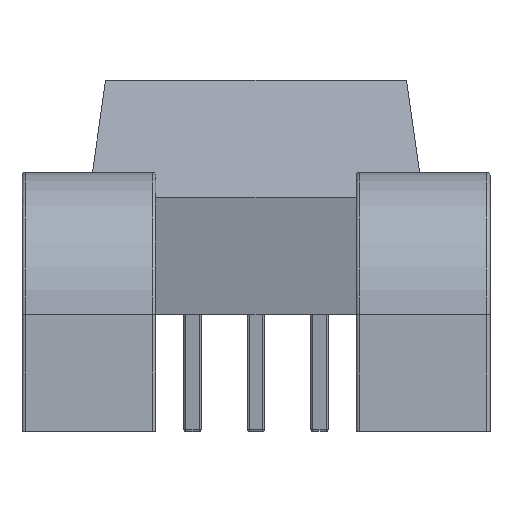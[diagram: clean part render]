
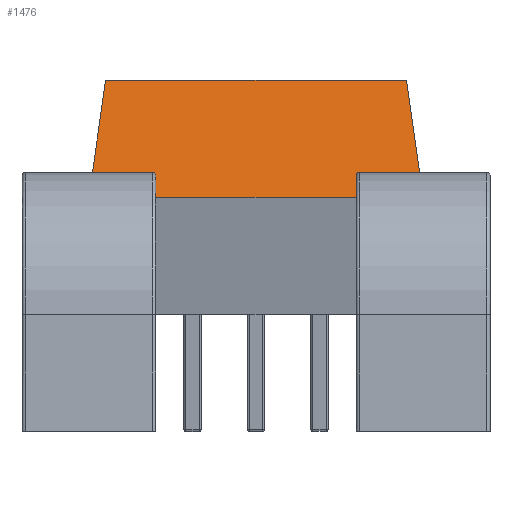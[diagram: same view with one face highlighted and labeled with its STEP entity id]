
A CAD part, front view. The second image highlights one B-rep face of the part: STEP entity #1476.
In plain terms, the highlighted face is planar.
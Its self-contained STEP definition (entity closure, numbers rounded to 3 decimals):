
#768 = EDGE_LOOP ( 'NONE', ( #6606, #5124, #6766, #2421 ) ) ;
#1231 = CARTESIAN_POINT ( 'NONE',  ( 10.276, 13.441, 1.569 ) ) ;
#1292 = AXIS2_PLACEMENT_3D ( 'NONE', #1598, #3074, #9063 ) ;
#1379 = VERTEX_POINT ( 'NONE', #9597 ) ;
#1476 = ADVANCED_FACE ( 'NONE', ( #2030 ), #7539, .F. ) ;
#1598 = CARTESIAN_POINT ( 'NONE',  ( -3., 13.115, 2.998 ) ) ;
#1746 = VECTOR ( 'NONE', #7344, 1000. ) ;
#2030 = FACE_OUTER_BOUND ( 'NONE', #768, .T. ) ;
#2380 = EDGE_CURVE ( 'NONE', #1379, #8409, #6478, .T. ) ;
#2421 = ORIENTED_EDGE ( 'NONE', *, *, #3453, .F. ) ;
#3036 = LINE ( 'NONE', #7630, #8470 ) ;
#3074 = DIRECTION ( 'NONE',  ( 0., -0.975, -0.223 ) ) ;
#3453 = EDGE_CURVE ( 'NONE', #4863, #1379, #3036, .T. ) ;
#3457 = CARTESIAN_POINT ( 'NONE',  ( 9.5, 12.2, 7. ) ) ;
#3643 = EDGE_CURVE ( 'NONE', #5167, #8409, #7753, .T. ) ;
#3666 = VECTOR ( 'NONE', #8364, 1000. ) ;
#4515 = VECTOR ( 'NONE', #7345, 1000. ) ;
#4569 = CARTESIAN_POINT ( 'NONE',  ( 0.5, 12.2, 7. ) ) ;
#4863 = VERTEX_POINT ( 'NONE', #4569 ) ;
#5124 = ORIENTED_EDGE ( 'NONE', *, *, #3643, .T. ) ;
#5167 = VERTEX_POINT ( 'NONE', #3457 ) ;
#5383 = DIRECTION ( 'NONE',  ( -0.138, 0.221, -0.966 ) ) ;
#6478 = LINE ( 'NONE', #8326, #3666 ) ;
#6550 = EDGE_CURVE ( 'NONE', #4863, #5167, #6628, .T. ) ;
#6606 = ORIENTED_EDGE ( 'NONE', *, *, #6550, .T. ) ;
#6628 = LINE ( 'NONE', #8213, #4515 ) ;
#6766 = ORIENTED_EDGE ( 'NONE', *, *, #2380, .F. ) ;
#7344 = DIRECTION ( 'NONE',  ( 0.138, 0.221, -0.966 ) ) ;
#7345 = DIRECTION ( 'NONE',  ( 1., 0., 0. ) ) ;
#7539 = PLANE ( 'NONE',  #1292 ) ;
#7630 = CARTESIAN_POINT ( 'NONE',  ( -0.466, 13.746, 0.237 ) ) ;
#7753 = LINE ( 'NONE', #1231, #1746 ) ;
#8213 = CARTESIAN_POINT ( 'NONE',  ( -3., 12.2, 7. ) ) ;
#8326 = CARTESIAN_POINT ( 'NONE',  ( -3., 13., 3.5 ) ) ;
#8364 = DIRECTION ( 'NONE',  ( 1., 0., 0. ) ) ;
#8409 = VERTEX_POINT ( 'NONE', #8669 ) ;
#8470 = VECTOR ( 'NONE', #5383, 1000. ) ;
#8669 = CARTESIAN_POINT ( 'NONE',  ( 10., 13., 3.5 ) ) ;
#9063 = DIRECTION ( 'NONE',  ( 0., 0.223, -0.975 ) ) ;
#9597 = CARTESIAN_POINT ( 'NONE',  ( 0., 13., 3.5 ) ) ;
